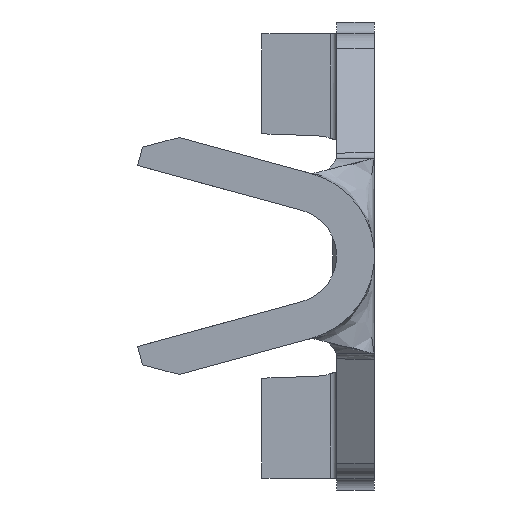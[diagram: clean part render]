
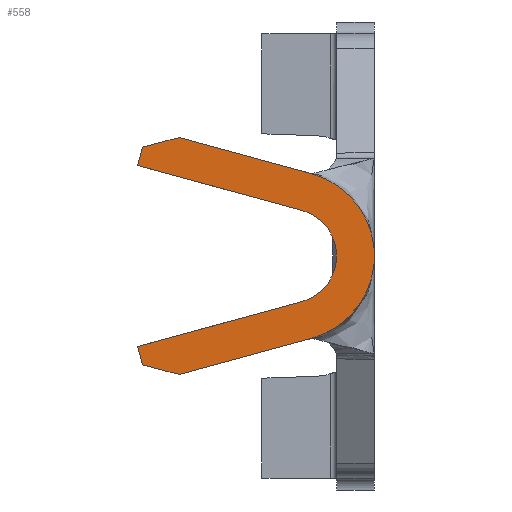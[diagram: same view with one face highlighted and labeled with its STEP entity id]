
A CAD part, left-side view. The second image highlights one B-rep face of the part: STEP entity #558.
In plain terms, the highlighted planar face has unit normal (-1, 0, 0).
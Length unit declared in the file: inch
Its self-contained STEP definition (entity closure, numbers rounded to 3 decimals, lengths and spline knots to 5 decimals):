
#113 = DIRECTION ( 'NONE',  ( 0., 0.264, -0.965 ) ) ;
#143 = LINE ( 'NONE', #5538, #1905 ) ;
#216 = ORIENTED_EDGE ( 'NONE', *, *, #3045, .T. ) ;
#299 = PLANE ( 'NONE',  #2955 ) ;
#308 = VERTEX_POINT ( 'NONE', #5826 ) ;
#485 = CIRCLE ( 'NONE', #1701, 0.072 ) ;
#516 = CARTESIAN_POINT ( 'NONE',  ( -0.375, 0.2, 0.07643 ) ) ;
#547 = EDGE_CURVE ( 'NONE', #5934, #6019, #143, .T. ) ;
#558 = ADVANCED_FACE ( 'NONE', ( #2805 ), #299, .T. ) ;
#611 = VERTEX_POINT ( 'NONE', #6748 ) ;
#786 = LINE ( 'NONE', #3100, #2037 ) ;
#828 = DIRECTION ( 'NONE',  ( 0., 0., 1. ) ) ;
#974 = DIRECTION ( 'NONE',  ( 0., 0.967, -0.254 ) ) ;
#1009 = CARTESIAN_POINT ( 'NONE',  ( -0.375, 0.19578, -0.09187 ) ) ;
#1069 = ORIENTED_EDGE ( 'NONE', *, *, #5939, .T. ) ;
#1115 = DIRECTION ( 'NONE',  ( -1., 0., 0. ) ) ;
#1176 = ORIENTED_EDGE ( 'NONE', *, *, #2406, .T. ) ;
#1397 = ORIENTED_EDGE ( 'NONE', *, *, #6619, .T. ) ;
#1447 = AXIS2_PLACEMENT_3D ( 'NONE', #5223, #2105, #5748 ) ;
#1701 = AXIS2_PLACEMENT_3D ( 'NONE', #4281, #1115, #4815 ) ;
#1798 = DIRECTION ( 'NONE',  ( 0., 0.965, -0.264 ) ) ;
#1820 = EDGE_CURVE ( 'NONE', #6019, #3114, #485, .T. ) ;
#1905 = VECTOR ( 'NONE', #2425, 39.37008 ) ;
#1911 = VECTOR ( 'NONE', #113, 39.37008 ) ;
#2037 = VECTOR ( 'NONE', #974, 39.37008 ) ;
#2105 = DIRECTION ( 'NONE',  ( 1., 0., 0. ) ) ;
#2236 = LINE ( 'NONE', #5450, #4673 ) ;
#2403 = CARTESIAN_POINT ( 'NONE',  ( -0.375, 0.05303, -0.06945 ) ) ;
#2406 = EDGE_CURVE ( 'NONE', #6803, #5503, #3310, .T. ) ;
#2421 = VECTOR ( 'NONE', #6646, 39.37008 ) ;
#2424 = ORIENTED_EDGE ( 'NONE', *, *, #3640, .T. ) ;
#2425 = DIRECTION ( 'NONE',  ( 0., -0.965, 0.264 ) ) ;
#2441 = ORIENTED_EDGE ( 'NONE', *, *, #3626, .T. ) ;
#2513 = VERTEX_POINT ( 'NONE', #4915 ) ;
#2532 = CARTESIAN_POINT ( 'NONE',  ( -0.375, 0.05303, 0.06945 ) ) ;
#2805 = FACE_OUTER_BOUND ( 'NONE', #3063, .T. ) ;
#2839 = VECTOR ( 'NONE', #3068, 39.37008 ) ;
#2860 = CARTESIAN_POINT ( 'NONE',  ( -0.375, 0.19578, -0.09187 ) ) ;
#2955 = AXIS2_PLACEMENT_3D ( 'NONE', #5015, #3998, #828 ) ;
#3000 = LINE ( 'NONE', #2532, #2839 ) ;
#3045 = EDGE_CURVE ( 'NONE', #3114, #308, #3000, .T. ) ;
#3063 = EDGE_LOOP ( 'NONE', ( #4500, #216, #4119, #1176, #1069, #2441, #5186, #1397, #2424, #3977 ) ) ;
#3067 = VERTEX_POINT ( 'NONE', #6729 ) ;
#3068 = DIRECTION ( 'NONE',  ( 0., 0.965, 0.264 ) ) ;
#3100 = CARTESIAN_POINT ( 'NONE',  ( -0.375, 0.19578, 0.09187 ) ) ;
#3114 = VERTEX_POINT ( 'NONE', #5205 ) ;
#3131 = LINE ( 'NONE', #5458, #4510 ) ;
#3310 = LINE ( 'NONE', #6410, #1911 ) ;
#3388 = CARTESIAN_POINT ( 'NONE',  ( -0.375, 0.16483, -0.1 ) ) ;
#3408 = VECTOR ( 'NONE', #6291, 39.37008 ) ;
#3626 = EDGE_CURVE ( 'NONE', #3067, #2513, #4946, .T. ) ;
#3640 = EDGE_CURVE ( 'NONE', #5688, #5934, #4784, .T. ) ;
#3810 = LINE ( 'NONE', #5588, #2421 ) ;
#3977 = ORIENTED_EDGE ( 'NONE', *, *, #547, .T. ) ;
#3998 = DIRECTION ( 'NONE',  ( -1., 0., 0. ) ) ;
#4119 = ORIENTED_EDGE ( 'NONE', *, *, #5454, .T. ) ;
#4281 = CARTESIAN_POINT ( 'NONE',  ( -0.375, 0.072, 0. ) ) ;
#4500 = ORIENTED_EDGE ( 'NONE', *, *, #1820, .T. ) ;
#4510 = VECTOR ( 'NONE', #1798, 39.37008 ) ;
#4673 = VECTOR ( 'NONE', #5468, 39.37008 ) ;
#4784 = LINE ( 'NONE', #1009, #3408 ) ;
#4815 = DIRECTION ( 'NONE',  ( 0., 0., 1. ) ) ;
#4863 = CARTESIAN_POINT ( 'NONE',  ( -0.375, 0.19578, 0.09187 ) ) ;
#4915 = CARTESIAN_POINT ( 'NONE',  ( -0.375, 0.06146, -0.03859 ) ) ;
#4946 = CIRCLE ( 'NONE', #1447, 0.04 ) ;
#5015 = CARTESIAN_POINT ( 'NONE',  ( -0.375, 0.072, 0. ) ) ;
#5186 = ORIENTED_EDGE ( 'NONE', *, *, #6427, .T. ) ;
#5205 = CARTESIAN_POINT ( 'NONE',  ( -0.375, 0.05303, 0.06945 ) ) ;
#5223 = CARTESIAN_POINT ( 'NONE',  ( -0.375, 0.072, 0. ) ) ;
#5450 = CARTESIAN_POINT ( 'NONE',  ( -0.375, 0.06146, 0.03859 ) ) ;
#5454 = EDGE_CURVE ( 'NONE', #308, #6803, #786, .T. ) ;
#5458 = CARTESIAN_POINT ( 'NONE',  ( -0.375, 0.06146, -0.03859 ) ) ;
#5468 = DIRECTION ( 'NONE',  ( 0., -0.965, -0.264 ) ) ;
#5503 = VERTEX_POINT ( 'NONE', #516 ) ;
#5538 = CARTESIAN_POINT ( 'NONE',  ( -0.375, 0.05303, -0.06945 ) ) ;
#5588 = CARTESIAN_POINT ( 'NONE',  ( -0.375, 0.2, -0.07643 ) ) ;
#5688 = VERTEX_POINT ( 'NONE', #2860 ) ;
#5748 = DIRECTION ( 'NONE',  ( 0., 0., 1. ) ) ;
#5826 = CARTESIAN_POINT ( 'NONE',  ( -0.375, 0.16483, 0.1 ) ) ;
#5934 = VERTEX_POINT ( 'NONE', #3388 ) ;
#5939 = EDGE_CURVE ( 'NONE', #5503, #3067, #2236, .T. ) ;
#6019 = VERTEX_POINT ( 'NONE', #2403 ) ;
#6291 = DIRECTION ( 'NONE',  ( 0., -0.967, -0.254 ) ) ;
#6410 = CARTESIAN_POINT ( 'NONE',  ( -0.375, 0.2, 0.07643 ) ) ;
#6427 = EDGE_CURVE ( 'NONE', #2513, #611, #3131, .T. ) ;
#6619 = EDGE_CURVE ( 'NONE', #611, #5688, #3810, .T. ) ;
#6646 = DIRECTION ( 'NONE',  ( 0., -0.264, -0.965 ) ) ;
#6729 = CARTESIAN_POINT ( 'NONE',  ( -0.375, 0.06146, 0.03859 ) ) ;
#6748 = CARTESIAN_POINT ( 'NONE',  ( -0.375, 0.2, -0.07643 ) ) ;
#6803 = VERTEX_POINT ( 'NONE', #4863 ) ;
